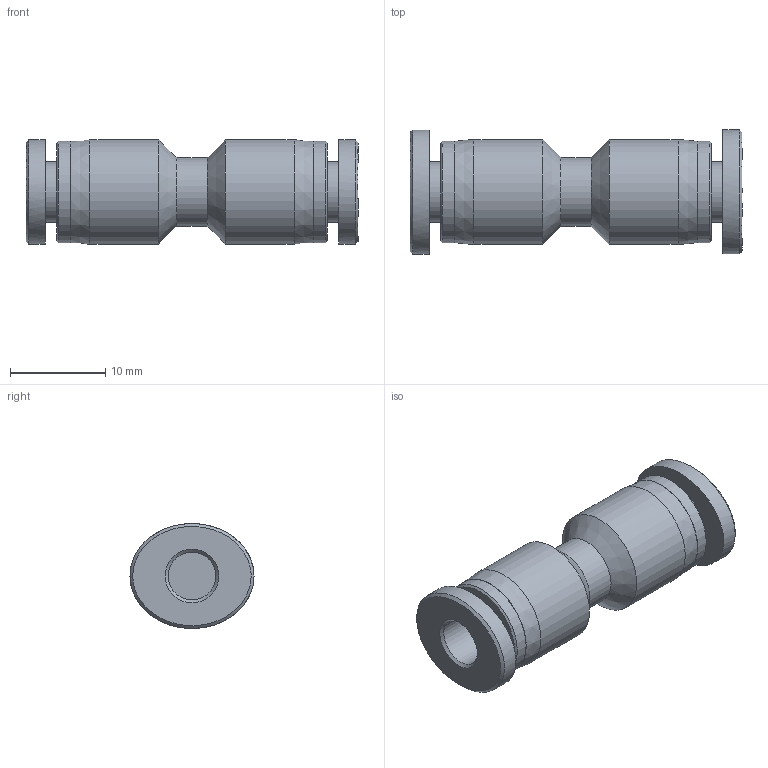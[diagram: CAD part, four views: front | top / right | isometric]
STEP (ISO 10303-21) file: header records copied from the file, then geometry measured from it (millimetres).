
FILE_DESCRIPTION((''),'2;1');
FILE_NAME('PUC 3_16.stp','2016-10-17T15:44:58',('Administrator'),(''),'Autodesk Inventor 2013','Autodesk Inventor 2013','');
FILE_SCHEMA(('CONFIG_CONTROL_DESIGN'));
Length unit declared in the file: millimetre
Products named in the file (3): PUC 3_16; NUC 3_16; SLEEVE N3_16L
Assembly tree (3 placements, depth 2):
  PUC 3_16
    NUC 3_16
    SLEEVE N3_16L  x2
Bounding box: 34.8 x 13 x 11 mm (x, y, z)
Volume: 2187.1 mm3; surface area: 2439.9 mm2
Topology: 3 solids, 3 shells, 35 faces, 57 edges, 34 vertices
Faces by surface type: plane 12, cylinder 11, cone 8, bspline 4
Full cylindrical faces by diameter (mm): 5 x4, 6.3 x2, 7.2 x1, 10.6 x2, 11 x2
Entity records: 658 total; most frequent: CARTESIAN_POINT 175, DIRECTION 99, AXIS2_PLACEMENT_3D 49, ORIENTED_EDGE 48, EDGE_LOOP 45, EDGE_CURVE 24, FACE_OUTER_BOUND 24, ADVANCED_FACE 24
